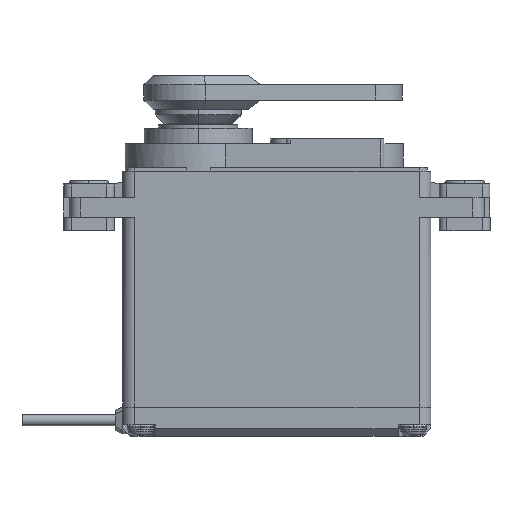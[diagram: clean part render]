
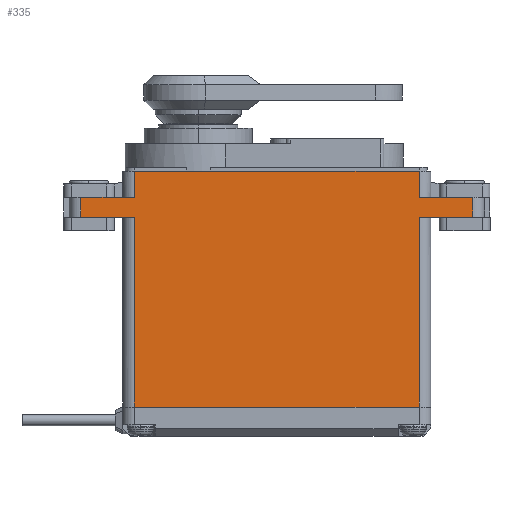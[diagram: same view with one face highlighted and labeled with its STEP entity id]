
A CAD part, left-side view. The second image highlights one B-rep face of the part: STEP entity #335.
In plain terms, the highlighted planar face has unit normal (-1, 0, 0).
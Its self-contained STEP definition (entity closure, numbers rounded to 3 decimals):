
#335=ADVANCED_FACE('',(#1028),#10747,.T.);
#1028=FACE_OUTER_BOUND('',#1729,.T.);
#1729=EDGE_LOOP('',(#3436,#3437,#3438,#3439,#3440,#3441,#3442,#3443,#3444,
#3445,#3446,#3447));
#3436=ORIENTED_EDGE('',*,*,#6191,.T.);
#3437=ORIENTED_EDGE('',*,*,#6474,.T.);
#3438=ORIENTED_EDGE('',*,*,#6461,.T.);
#3439=ORIENTED_EDGE('',*,*,#6429,.T.);
#3440=ORIENTED_EDGE('',*,*,#6462,.F.);
#3441=ORIENTED_EDGE('',*,*,#6428,.T.);
#3442=ORIENTED_EDGE('',*,*,#6412,.F.);
#3443=ORIENTED_EDGE('',*,*,#6426,.T.);
#3444=ORIENTED_EDGE('',*,*,#6466,.F.);
#3445=ORIENTED_EDGE('',*,*,#6430,.T.);
#3446=ORIENTED_EDGE('',*,*,#6465,.T.);
#3447=ORIENTED_EDGE('',*,*,#6427,.T.);
#6191=EDGE_CURVE('',#9910,#9905,#9047,.T.);
#6412=EDGE_CURVE('',#9871,#9870,#7992,.T.);
#6426=EDGE_CURVE('',#9871,#9902,#8006,.T.);
#6427=EDGE_CURVE('',#9903,#9910,#8007,.T.);
#6428=EDGE_CURVE('',#9897,#9870,#8008,.T.);
#6429=EDGE_CURVE('',#9886,#9887,#8009,.T.);
#6430=EDGE_CURVE('',#9873,#9872,#8010,.T.);
#6461=EDGE_CURVE('',#9896,#9886,#8021,.T.);
#6462=EDGE_CURVE('',#9897,#9887,#8022,.T.);
#6465=EDGE_CURVE('',#9872,#9903,#8025,.T.);
#6466=EDGE_CURVE('',#9873,#9902,#8026,.T.);
#6474=EDGE_CURVE('',#9905,#9896,#8033,.T.);
#7992=B_SPLINE_CURVE_WITH_KNOTS('',1,(#15701,#15702),.UNSPECIFIED.,.F.,
 .F.,(2,2),(81.782,118.968),.UNSPECIFIED.);
#8006=B_SPLINE_CURVE_WITH_KNOTS('',1,(#15729,#15730),.UNSPECIFIED.,.F.,
 .F.,(2,2),(0.,3.37),.UNSPECIFIED.);
#8007=B_SPLINE_CURVE_WITH_KNOTS('',1,(#15731,#15732),.UNSPECIFIED.,.F.,
 .F.,(2,2),(0.,24.25),.UNSPECIFIED.);
#8008=B_SPLINE_CURVE_WITH_KNOTS('',1,(#15733,#15734),.UNSPECIFIED.,.F.,
 .F.,(2,2),(0.,3.37),.UNSPECIFIED.);
#8009=B_SPLINE_CURVE_WITH_KNOTS('',1,(#15735,#15736),.UNSPECIFIED.,.F.,
 .F.,(2,2),(0.,2.53),.UNSPECIFIED.);
#8010=B_SPLINE_CURVE_WITH_KNOTS('',1,(#15737,#15738),.UNSPECIFIED.,.F.,
 .F.,(2,2),(0.,2.53),.UNSPECIFIED.);
#8021=B_SPLINE_CURVE_WITH_KNOTS('',1,(#15819,#15820,#15821),
 .UNSPECIFIED.,.F.,.F.,(2,1,2),(44.75,46.25,51.6),.UNSPECIFIED.);
#8022=B_SPLINE_CURVE_WITH_KNOTS('',1,(#15822,#15823,#15824),
 .UNSPECIFIED.,.F.,.F.,(2,1,2),(44.75,46.25,51.6),.UNSPECIFIED.);
#8025=B_SPLINE_CURVE_WITH_KNOTS('',1,(#15831,#15832,#15833),
 .UNSPECIFIED.,.F.,.F.,(2,1,2),(1.5,6.85,8.35),
 .UNSPECIFIED.);
#8026=B_SPLINE_CURVE_WITH_KNOTS('',1,(#15834,#15835,#15836),
 .UNSPECIFIED.,.F.,.F.,(2,1,2),(1.5,6.85,8.35),
 .UNSPECIFIED.);
#8033=B_SPLINE_CURVE_WITH_KNOTS('',1,(#15854,#15855),.UNSPECIFIED.,.F.,
 .F.,(2,2),(3.75,28.),.UNSPECIFIED.);
#9047=(
BOUNDED_CURVE()
B_SPLINE_CURVE(2,(#15127,#15128,#15129),.UNSPECIFIED.,.F.,.F.)
B_SPLINE_CURVE_WITH_KNOTS((3,3),(118.427,154.827),
 .UNSPECIFIED.)
CURVE()
GEOMETRIC_REPRESENTATION_ITEM()
RATIONAL_B_SPLINE_CURVE((1.,1.,1.))
REPRESENTATION_ITEM('')
);
#9870=VERTEX_POINT('',#15074);
#9871=VERTEX_POINT('',#15075);
#9872=VERTEX_POINT('',#15076);
#9873=VERTEX_POINT('',#15077);
#9886=VERTEX_POINT('',#15090);
#9887=VERTEX_POINT('',#15091);
#9896=VERTEX_POINT('',#15100);
#9897=VERTEX_POINT('',#15101);
#9902=VERTEX_POINT('',#15106);
#9903=VERTEX_POINT('',#15107);
#9905=VERTEX_POINT('',#15109);
#9910=VERTEX_POINT('',#15114);
#10747=PLANE('',#11446);
#11446=AXIS2_PLACEMENT_3D('',#14495,#11750,$);
#11750=DIRECTION('',(-1.,0.,0.));
#14495=CARTESIAN_POINT('',(-8.752,46.382,0.5));
#15074=CARTESIAN_POINT('',(-8.752,1.632,34.4));
#15075=CARTESIAN_POINT('',(-8.752,38.032,34.4));
#15076=CARTESIAN_POINT('',(-8.752,44.882,28.5));
#15077=CARTESIAN_POINT('',(-8.752,44.882,31.03));
#15090=CARTESIAN_POINT('',(-8.752,-5.218,28.5));
#15091=CARTESIAN_POINT('',(-8.752,-5.218,31.03));
#15100=CARTESIAN_POINT('',(-8.752,1.632,28.5));
#15101=CARTESIAN_POINT('',(-8.752,1.632,31.03));
#15106=CARTESIAN_POINT('',(-8.752,38.032,31.03));
#15107=CARTESIAN_POINT('',(-8.752,38.032,28.5));
#15109=CARTESIAN_POINT('',(-8.752,1.632,4.25));
#15114=CARTESIAN_POINT('',(-8.752,38.032,4.25));
#15127=CARTESIAN_POINT('',(-8.752,38.032,4.25));
#15128=CARTESIAN_POINT('',(-8.752,19.832,4.25));
#15129=CARTESIAN_POINT('',(-8.752,1.632,4.25));
#15701=CARTESIAN_POINT('',(-8.752,38.032,34.4));
#15702=CARTESIAN_POINT('',(-8.752,1.632,34.4));
#15729=CARTESIAN_POINT('',(-8.752,38.032,34.4));
#15730=CARTESIAN_POINT('',(-8.752,38.032,31.03));
#15731=CARTESIAN_POINT('',(-8.752,38.032,28.5));
#15732=CARTESIAN_POINT('',(-8.752,38.032,4.25));
#15733=CARTESIAN_POINT('',(-8.752,1.632,31.03));
#15734=CARTESIAN_POINT('',(-8.752,1.632,34.4));
#15735=CARTESIAN_POINT('',(-8.752,-5.218,28.5));
#15736=CARTESIAN_POINT('',(-8.752,-5.218,31.03));
#15737=CARTESIAN_POINT('',(-8.752,44.882,31.03));
#15738=CARTESIAN_POINT('',(-8.752,44.882,28.5));
#15819=CARTESIAN_POINT('',(-8.752,1.632,28.5));
#15820=CARTESIAN_POINT('',(-8.752,0.132,28.5));
#15821=CARTESIAN_POINT('',(-8.752,-5.218,28.5));
#15822=CARTESIAN_POINT('',(-8.752,1.632,31.03));
#15823=CARTESIAN_POINT('',(-8.752,0.132,31.03));
#15824=CARTESIAN_POINT('',(-8.752,-5.218,31.03));
#15831=CARTESIAN_POINT('',(-8.752,44.882,28.5));
#15832=CARTESIAN_POINT('',(-8.752,39.532,28.5));
#15833=CARTESIAN_POINT('',(-8.752,38.032,28.5));
#15834=CARTESIAN_POINT('',(-8.752,44.882,31.03));
#15835=CARTESIAN_POINT('',(-8.752,39.532,31.03));
#15836=CARTESIAN_POINT('',(-8.752,38.032,31.03));
#15854=CARTESIAN_POINT('',(-8.752,1.632,4.25));
#15855=CARTESIAN_POINT('',(-8.752,1.632,28.5));
